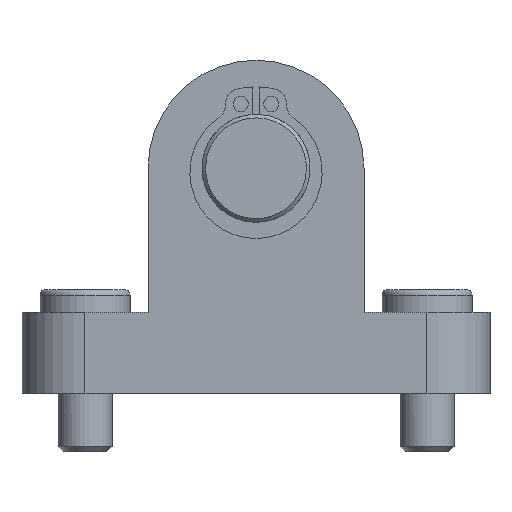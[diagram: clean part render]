
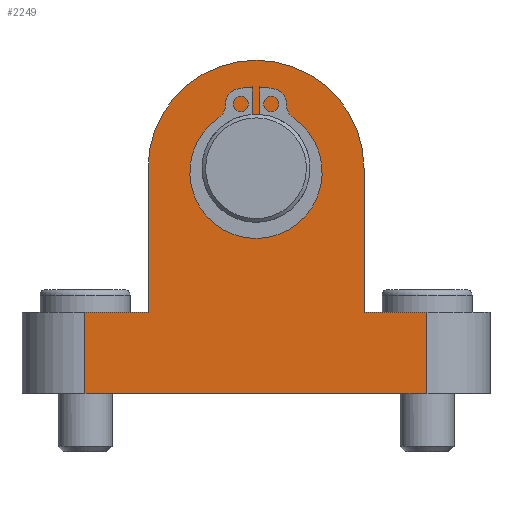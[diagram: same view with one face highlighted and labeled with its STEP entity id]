
A CAD part, left-side view. The second image highlights one B-rep face of the part: STEP entity #2249.
In plain terms, the highlighted planar face has unit normal (-1, 0, 0).
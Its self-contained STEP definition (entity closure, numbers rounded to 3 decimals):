
#124=LINE('',#3646,#252);
#128=LINE('',#3658,#256);
#131=LINE('',#3664,#259);
#139=LINE('',#3687,#267);
#163=LINE('',#3795,#291);
#164=LINE('',#3798,#292);
#165=LINE('',#3799,#293);
#252=VECTOR('',#2977,16.);
#256=VECTOR('',#2989,16.);
#259=VECTOR('',#2996,7.);
#267=VECTOR('',#3012,7.);
#291=VECTOR('',#3138,9.);
#292=VECTOR('',#3141,38.);
#293=VECTOR('',#3142,9.);
#427=FACE_BOUND('',#772,.T.);
#567=FACE_OUTER_BOUND('',#771,.T.);
#771=EDGE_LOOP('',(#1878,#1879,#1880,#1881,#1882,#1883,#1884,#1885));
#772=EDGE_LOOP('',(#1886));
#858=CIRCLE('',#2423,6.);
#869=CIRCLE('',#2446,12.);
#1034=VERTEX_POINT('',#3611);
#1044=VERTEX_POINT('',#3643);
#1045=VERTEX_POINT('',#3645);
#1047=VERTEX_POINT('',#3651);
#1049=VERTEX_POINT('',#3657);
#1050=VERTEX_POINT('',#3663);
#1061=VERTEX_POINT('',#3685);
#1094=VERTEX_POINT('',#3793);
#1095=VERTEX_POINT('',#3797);
#1282=EDGE_CURVE('',#1034,#1034,#858,.T.);
#1294=EDGE_CURVE('',#1044,#1045,#124,.T.);
#1297=EDGE_CURVE('',#1045,#1047,#869,.T.);
#1300=EDGE_CURVE('',#1047,#1049,#128,.T.);
#1303=EDGE_CURVE('',#1049,#1050,#131,.T.);
#1315=EDGE_CURVE('',#1061,#1044,#139,.T.);
#1362=EDGE_CURVE('',#1061,#1094,#163,.T.);
#1363=EDGE_CURVE('',#1094,#1095,#164,.T.);
#1364=EDGE_CURVE('',#1050,#1095,#165,.T.);
#1878=ORIENTED_EDGE('',*,*,#1363,.T.);
#1879=ORIENTED_EDGE('',*,*,#1364,.F.);
#1880=ORIENTED_EDGE('',*,*,#1303,.F.);
#1881=ORIENTED_EDGE('',*,*,#1300,.F.);
#1882=ORIENTED_EDGE('',*,*,#1297,.F.);
#1883=ORIENTED_EDGE('',*,*,#1294,.F.);
#1884=ORIENTED_EDGE('',*,*,#1315,.F.);
#1885=ORIENTED_EDGE('',*,*,#1362,.T.);
#1886=ORIENTED_EDGE('',*,*,#1282,.F.);
#1975=PLANE('',#2505);
#2249=ADVANCED_FACE('',(#567,#427),#1975,.T.);
#2423=AXIS2_PLACEMENT_3D('',#3612,#2933,#2934);
#2446=AXIS2_PLACEMENT_3D('',#3652,#2983,#2984);
#2505=AXIS2_PLACEMENT_3D('',#3796,#3139,#3140);
#2933=DIRECTION('center_axis',(-1.,0.,0.));
#2934=DIRECTION('ref_axis',(0.,0.,-1.));
#2977=DIRECTION('',(0.,0.,1.));
#2983=DIRECTION('center_axis',(1.,0.,0.));
#2984=DIRECTION('ref_axis',(0.,1.,0.));
#2989=DIRECTION('',(0.,0.,-1.));
#2996=DIRECTION('',(0.,-1.,0.));
#3012=DIRECTION('',(0.,-1.,0.));
#3138=DIRECTION('',(0.,0.,-1.));
#3139=DIRECTION('center_axis',(-1.,0.,0.));
#3140=DIRECTION('ref_axis',(0.,0.,-1.));
#3141=DIRECTION('',(0.,-1.,0.));
#3142=DIRECTION('',(0.,0.,-1.));
#3611=CARTESIAN_POINT('',(-26.,0.,31.));
#3612=CARTESIAN_POINT('Origin',(-26.,0.,25.));
#3643=CARTESIAN_POINT('',(-26.,12.,9.));
#3645=CARTESIAN_POINT('',(-26.,12.,25.));
#3646=CARTESIAN_POINT('',(-26.,12.,9.));
#3651=CARTESIAN_POINT('',(-26.,-12.,25.));
#3652=CARTESIAN_POINT('Origin',(-26.,0.,25.));
#3657=CARTESIAN_POINT('',(-26.,-12.,9.));
#3658=CARTESIAN_POINT('',(-26.,-12.,25.));
#3663=CARTESIAN_POINT('',(-26.,-19.,9.));
#3664=CARTESIAN_POINT('',(-26.,19.,9.));
#3685=CARTESIAN_POINT('',(-26.,19.,9.));
#3687=CARTESIAN_POINT('',(-26.,19.,9.));
#3793=CARTESIAN_POINT('',(-26.,19.,0.));
#3795=CARTESIAN_POINT('',(-26.,19.,9.));
#3796=CARTESIAN_POINT('Origin',(-26.,19.,9.));
#3797=CARTESIAN_POINT('',(-26.,-19.,0.));
#3798=CARTESIAN_POINT('',(-26.,19.,0.));
#3799=CARTESIAN_POINT('',(-26.,-19.,9.));
